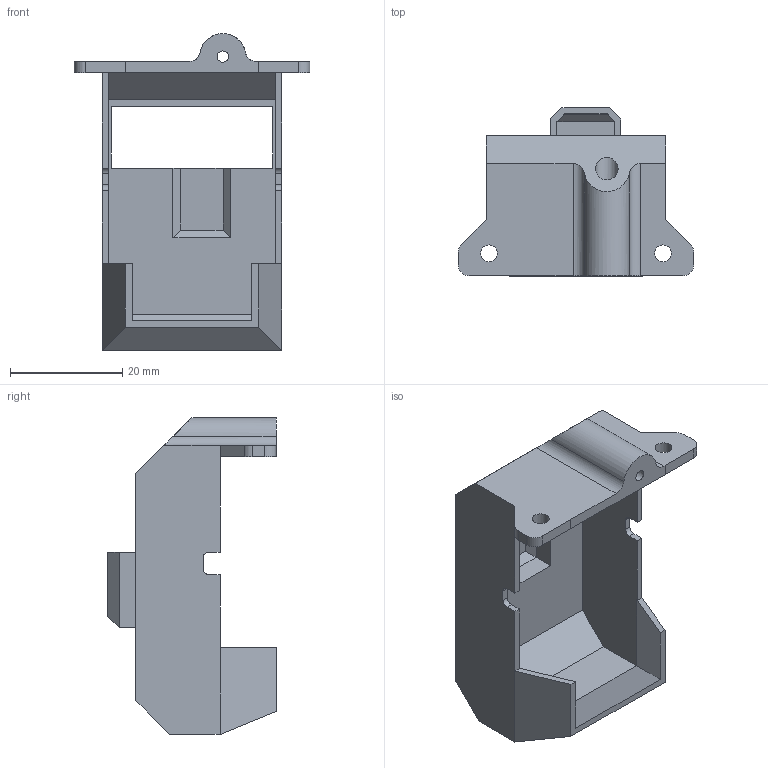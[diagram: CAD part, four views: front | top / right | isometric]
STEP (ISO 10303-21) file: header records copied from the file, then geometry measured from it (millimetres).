
FILE_DESCRIPTION(/* description */ (''),/* implementation_level */ '2;1');
FILE_NAME(/* name */ 'Cover OCTO v1.step',/* time_stamp */ '2019-01-08T14:57:08+01:00',/* author */ ('HD87x'),/* organization */ (''),/* preprocessor_version */ 'ST-DEVELOPER v17.2',/* originating_system */ 'Autodesk Translation Framework v7.6.0.251',/* authorisation */ '');
FILE_SCHEMA (('AUTOMOTIVE_DESIGN { 1 0 10303 214 3 1 1 }'));
Length unit declared in the file: millimetre
Products named in the file (1): Cover OCTO
Bounding box: 42 x 30 x 56.5 mm (x, y, z)
Volume: 6036.8 mm3; surface area: 9586 mm2
Topology: 1 solids, 2 shells, 83 faces, 221 edges, 143 vertices
Faces by surface type: plane 66, cylinder 17
Full cylindrical faces by diameter (mm): 2 x1, 3 x2, 4 x1
Entity records: 2593 total; most frequent: CARTESIAN_POINT 448, ORIENTED_EDGE 442, DIRECTION 424, EDGE_CURVE 221, LINE 186, VECTOR 186, VERTEX_POINT 143, AXIS2_PLACEMENT_3D 119
